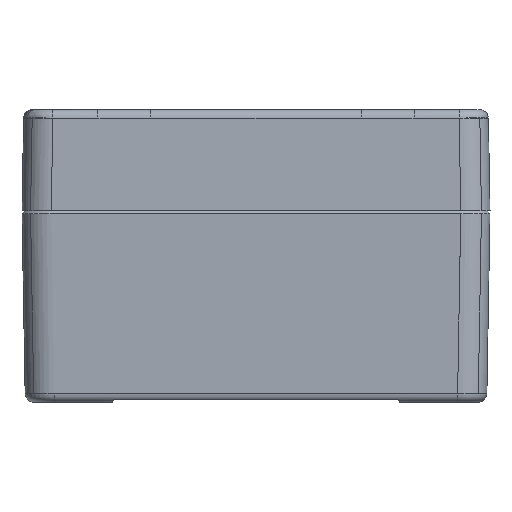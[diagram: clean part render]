
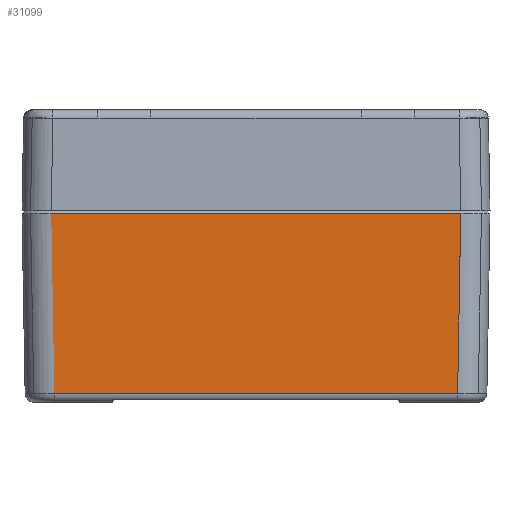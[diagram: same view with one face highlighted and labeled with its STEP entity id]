
A CAD part, left-side view. The second image highlights one B-rep face of the part: STEP entity #31099.
In plain terms, the highlighted planar face has unit normal (-1, 0, -0.018).
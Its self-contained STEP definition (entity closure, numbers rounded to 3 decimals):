
#29702=AXIS2_PLACEMENT_3D('Circle Axis2P3D',#29700,#29701,$) ;
#29803=AXIS2_PLACEMENT_3D('Circle Axis2P3D',#29801,#29802,$) ;
#29858=AXIS2_PLACEMENT_3D('Circle Axis2P3D',#29856,#29857,$) ;
#31058=AXIS2_PLACEMENT_3D('Plane Axis2P3D',#31055,#31056,#31057) ;
#31084=AXIS2_PLACEMENT_3D('Ellipse Axis2P3D',#31081,#31082,#31083) ;
#29697=CARTESIAN_POINT('Vertex',(0.,10.,64.5)) ;
#29700=CARTESIAN_POINT('Axis2P3D Location',(10.,10.,64.5)) ;
#29704=CARTESIAN_POINT('Vertex',(0.,9.998,64.5)) ;
#29766=CARTESIAN_POINT('Vertex',(1.072,11.071,3.066)) ;
#29770=CARTESIAN_POINT('Control Point',(1.072,11.071,3.066)) ;
#29771=CARTESIAN_POINT('Control Point',(1.073,11.072,3.007)) ;
#29772=CARTESIAN_POINT('Control Point',(1.074,11.073,2.948)) ;
#29773=CARTESIAN_POINT('Vertex',(1.074,11.073,2.948)) ;
#29801=CARTESIAN_POINT('Axis2P3D Location',(11.1,11.1,2.948)) ;
#29805=CARTESIAN_POINT('Vertex',(1.074,11.1,2.948)) ;
#29853=CARTESIAN_POINT('Vertex',(0.,150.002,64.5)) ;
#29856=CARTESIAN_POINT('Axis2P3D Location',(10.,150.,64.5)) ;
#29860=CARTESIAN_POINT('Vertex',(0.,150.,64.5)) ;
#29902=CARTESIAN_POINT('Line Origine',(0.,80.,64.5)) ;
#31035=CARTESIAN_POINT('Line Origine',(0.021,10.02,63.279)) ;
#31055=CARTESIAN_POINT('Axis2P3D Location',(0.,160.,64.5)) ;
#31060=CARTESIAN_POINT('Line Origine',(1.074,80.,2.948)) ;
#31064=CARTESIAN_POINT('Vertex',(1.074,148.9,2.948)) ;
#31067=CARTESIAN_POINT('Line Origine',(0.536,149.465,33.783)) ;
#31071=CARTESIAN_POINT('Vertex',(1.072,148.929,3.066)) ;
#31074=CARTESIAN_POINT('Line Origine',(1.073,148.928,3.007)) ;
#31078=CARTESIAN_POINT('Vertex',(1.074,148.927,2.948)) ;
#31081=CARTESIAN_POINT('Axis2P3D Location',(1.077,148.9,2.773)) ;
#29701=DIRECTION('Axis2P3D Direction',(0.,0.,-1.)) ;
#29802=DIRECTION('Axis2P3D Direction',(0.,0.,-1.)) ;
#29857=DIRECTION('Axis2P3D Direction',(0.,0.,-1.)) ;
#29903=DIRECTION('Vector Direction',(0.,1.,0.)) ;
#31036=DIRECTION('Vector Direction',(0.017,0.017,-1.)) ;
#31056=DIRECTION('Axis2P3D Direction',(-1.,0.,-0.017)) ;
#31057=DIRECTION('Axis2P3D XDirection',(0.017,0.,-1.)) ;
#31061=DIRECTION('Vector Direction',(0.,1.,0.)) ;
#31068=DIRECTION('Vector Direction',(-0.017,0.017,1.)) ;
#31075=DIRECTION('Vector Direction',(-0.017,0.017,1.)) ;
#31082=DIRECTION('Axis2P3D Direction',(-1.,0.,-0.017)) ;
#31083=DIRECTION('Axis2P3D XDirection',(0.,-1.,0.)) ;
#29904=VECTOR('Line Direction',#29903,1.) ;
#31037=VECTOR('Line Direction',#31036,1.) ;
#31062=VECTOR('Line Direction',#31061,1.) ;
#31069=VECTOR('Line Direction',#31068,1.) ;
#31076=VECTOR('Line Direction',#31075,1.) ;
#31088=ORIENTED_EDGE('',*,*,#31066,.F.) ;
#31089=ORIENTED_EDGE('',*,*,#29807,.F.) ;
#31090=ORIENTED_EDGE('',*,*,#29775,.F.) ;
#31091=ORIENTED_EDGE('',*,*,#31039,.F.) ;
#31092=ORIENTED_EDGE('',*,*,#29706,.F.) ;
#31093=ORIENTED_EDGE('',*,*,#29906,.T.) ;
#31094=ORIENTED_EDGE('',*,*,#29862,.F.) ;
#31095=ORIENTED_EDGE('',*,*,#31073,.F.) ;
#31096=ORIENTED_EDGE('',*,*,#31080,.F.) ;
#31097=ORIENTED_EDGE('',*,*,#31086,.F.) ;
#31099=ADVANCED_FACE('Body',(#31098),#31059,.T.) ;
#29769=B_SPLINE_CURVE_WITH_KNOTS('',2,(#29770,#29771,#29772),.UNSPECIFIED.,.F.,.U.,(3,3),(0.,0.168),.UNSPECIFIED.) ;
#29703=CIRCLE('generated circle',#29702,10.) ;
#29804=CIRCLE('generated circle',#29803,10.026) ;
#29859=CIRCLE('generated circle',#29858,10.) ;
#29706=EDGE_CURVE('',#29698,#29705,#29703,.F.) ;
#29775=EDGE_CURVE('',#29767,#29774,#29769,.T.) ;
#29807=EDGE_CURVE('',#29774,#29806,#29804,.T.) ;
#29862=EDGE_CURVE('',#29854,#29861,#29859,.F.) ;
#29906=EDGE_CURVE('',#29698,#29861,#29905,.T.) ;
#31039=EDGE_CURVE('',#29705,#29767,#31038,.T.) ;
#31066=EDGE_CURVE('',#29806,#31065,#31063,.T.) ;
#31073=EDGE_CURVE('',#31072,#29854,#31070,.T.) ;
#31080=EDGE_CURVE('',#31079,#31072,#31077,.T.) ;
#31086=EDGE_CURVE('',#31065,#31079,#31085,.T.) ;
#31087=EDGE_LOOP('',(#31088,#31089,#31090,#31091,#31092,#31093,#31094,#31095,#31096,#31097)) ;
#31085=ELLIPSE('Ellipse',#31084,10.026,0.175) ;
#31098=FACE_OUTER_BOUND('',#31087,.T.) ;
#29905=LINE('Line',#29902,#29904) ;
#31038=LINE('Line',#31035,#31037) ;
#31063=LINE('Line',#31060,#31062) ;
#31070=LINE('Line',#31067,#31069) ;
#31077=LINE('Line',#31074,#31076) ;
#31059=PLANE('',#31058) ;
#29698=VERTEX_POINT('',#29697) ;
#29705=VERTEX_POINT('',#29704) ;
#29767=VERTEX_POINT('',#29766) ;
#29774=VERTEX_POINT('',#29773) ;
#29806=VERTEX_POINT('',#29805) ;
#29854=VERTEX_POINT('',#29853) ;
#29861=VERTEX_POINT('',#29860) ;
#31065=VERTEX_POINT('',#31064) ;
#31072=VERTEX_POINT('',#31071) ;
#31079=VERTEX_POINT('',#31078) ;
